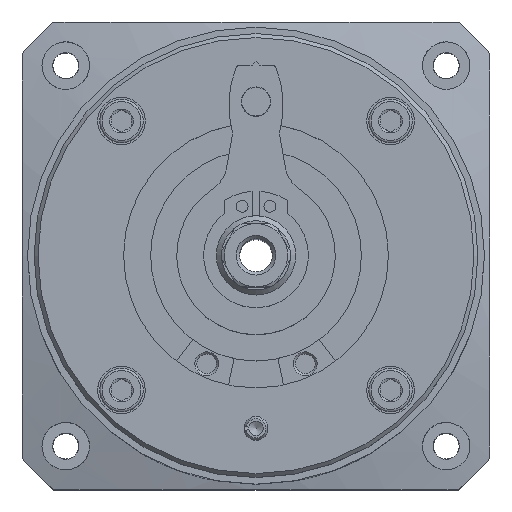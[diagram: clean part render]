
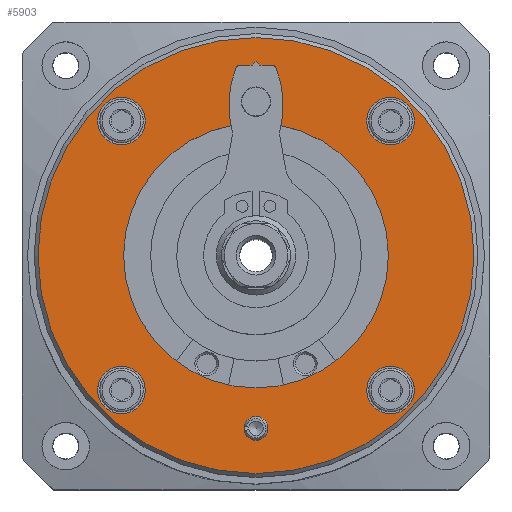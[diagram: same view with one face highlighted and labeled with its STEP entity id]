
A CAD part, top view. The second image highlights one B-rep face of the part: STEP entity #5903.
In plain terms, the highlighted planar face has unit normal (0, 0, 1).
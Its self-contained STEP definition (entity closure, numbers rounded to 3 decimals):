
#74=PLANE('',#6305);
#906=ORIENTED_EDGE('',*,*,#2026,.F.);
#907=ORIENTED_EDGE('',*,*,#2027,.T.);
#908=ORIENTED_EDGE('',*,*,#1972,.T.);
#909=ORIENTED_EDGE('',*,*,#2028,.T.);
#910=ORIENTED_EDGE('',*,*,#2029,.T.);
#911=ORIENTED_EDGE('',*,*,#2030,.T.);
#912=ORIENTED_EDGE('',*,*,#2031,.T.);
#913=ORIENTED_EDGE('',*,*,#2032,.T.);
#1972=EDGE_CURVE('',#2550,#2549,#3011,.T.);
#2026=EDGE_CURVE('',#2595,#2595,#3042,.T.);
#2027=EDGE_CURVE('',#2549,#2550,#3043,.T.);
#2028=EDGE_CURVE('',#2596,#2596,#3044,.T.);
#2029=EDGE_CURVE('',#2597,#2597,#3045,.T.);
#2030=EDGE_CURVE('',#2598,#2598,#3046,.T.);
#2031=EDGE_CURVE('',#2599,#2599,#3047,.T.);
#2032=EDGE_CURVE('',#2600,#2600,#3048,.T.);
#2549=VERTEX_POINT('',#8471);
#2550=VERTEX_POINT('',#8473);
#2595=VERTEX_POINT('',#8659);
#2596=VERTEX_POINT('',#8663);
#2597=VERTEX_POINT('',#8665);
#2598=VERTEX_POINT('',#8667);
#2599=VERTEX_POINT('',#8669);
#2600=VERTEX_POINT('',#8671);
#3011=CIRCLE('',#6254,1.5);
#3042=CIRCLE('',#6304,27.5);
#3043=CIRCLE('',#6306,1.5);
#3044=CIRCLE('',#6307,3.);
#3045=CIRCLE('',#6308,3.);
#3046=CIRCLE('',#6309,3.);
#3047=CIRCLE('',#6310,3.);
#3048=CIRCLE('',#6311,16.7);
#3352=EDGE_LOOP('',(#906));
#3353=EDGE_LOOP('',(#907,#908));
#3354=EDGE_LOOP('',(#909));
#3355=EDGE_LOOP('',(#910));
#3356=EDGE_LOOP('',(#911));
#3357=EDGE_LOOP('',(#912));
#3358=EDGE_LOOP('',(#913));
#3943=FACE_BOUND('',#3352,.T.);
#3944=FACE_BOUND('',#3353,.T.);
#3945=FACE_BOUND('',#3354,.T.);
#3946=FACE_BOUND('',#3355,.T.);
#3947=FACE_BOUND('',#3356,.T.);
#3948=FACE_BOUND('',#3357,.T.);
#3949=FACE_BOUND('',#3358,.T.);
#5903=ADVANCED_FACE('',(#3943,#3944,#3945,#3946,#3947,#3948,#3949),#74,
 .F.);
#6254=AXIS2_PLACEMENT_3D('',#8472,#6912,#6913);
#6304=AXIS2_PLACEMENT_3D('',#8658,#7027,#7028);
#6305=AXIS2_PLACEMENT_3D('',#8660,#7029,#7030);
#6306=AXIS2_PLACEMENT_3D('',#8661,#7031,#7032);
#6307=AXIS2_PLACEMENT_3D('',#8662,#7033,#7034);
#6308=AXIS2_PLACEMENT_3D('',#8664,#7035,#7036);
#6309=AXIS2_PLACEMENT_3D('',#8666,#7037,#7038);
#6310=AXIS2_PLACEMENT_3D('',#8668,#7039,#7040);
#6311=AXIS2_PLACEMENT_3D('',#8670,#7041,#7042);
#6912=DIRECTION('',(0.,0.,-1.));
#6913=DIRECTION('',(-1.,0.,0.));
#7027=DIRECTION('',(0.,0.,-1.));
#7028=DIRECTION('',(-1.,0.,0.));
#7029=DIRECTION('',(0.,0.,-1.));
#7030=DIRECTION('',(-1.,0.,0.));
#7031=DIRECTION('',(0.,0.,-1.));
#7032=DIRECTION('',(-1.,0.,0.));
#7033=DIRECTION('',(0.,0.,-1.));
#7034=DIRECTION('',(-1.,0.,0.));
#7035=DIRECTION('',(0.,0.,-1.));
#7036=DIRECTION('',(-1.,0.,0.));
#7037=DIRECTION('',(0.,0.,-1.));
#7038=DIRECTION('',(-1.,0.,0.));
#7039=DIRECTION('',(0.,0.,-1.));
#7040=DIRECTION('',(-1.,0.,0.));
#7041=DIRECTION('',(0.,0.,-1.));
#7042=DIRECTION('',(-1.,0.,0.));
#8471=CARTESIAN_POINT('',(-1.477,-21.54,0.));
#8472=CARTESIAN_POINT('',(0.,-21.8,0.));
#8473=CARTESIAN_POINT('',(-1.477,-22.06,0.));
#8658=CARTESIAN_POINT('',(0.,0.,0.));
#8659=CARTESIAN_POINT('',(-27.5,0.,0.));
#8660=CARTESIAN_POINT('',(0.,16.7,0.));
#8661=CARTESIAN_POINT('',(0.,-21.8,0.));
#8662=CARTESIAN_POINT('',(-16.971,16.971,0.));
#8663=CARTESIAN_POINT('',(-19.971,16.971,0.));
#8664=CARTESIAN_POINT('',(-16.971,-16.971,0.));
#8665=CARTESIAN_POINT('',(-19.971,-16.971,0.));
#8666=CARTESIAN_POINT('',(16.971,-16.971,0.));
#8667=CARTESIAN_POINT('',(13.971,-16.971,0.));
#8668=CARTESIAN_POINT('',(16.971,16.971,0.));
#8669=CARTESIAN_POINT('',(13.971,16.971,0.));
#8670=CARTESIAN_POINT('',(0.,0.,0.));
#8671=CARTESIAN_POINT('',(-16.7,0.,0.));
